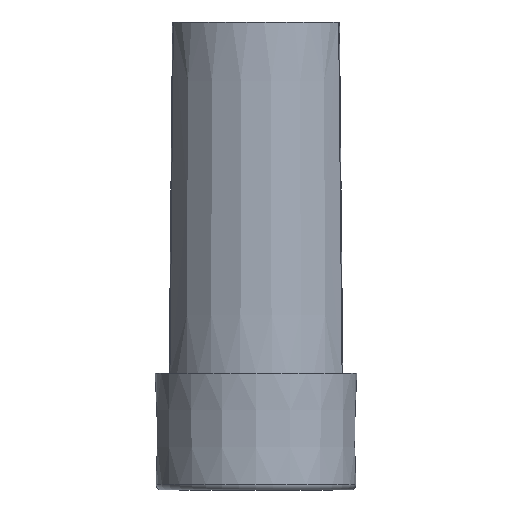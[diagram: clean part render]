
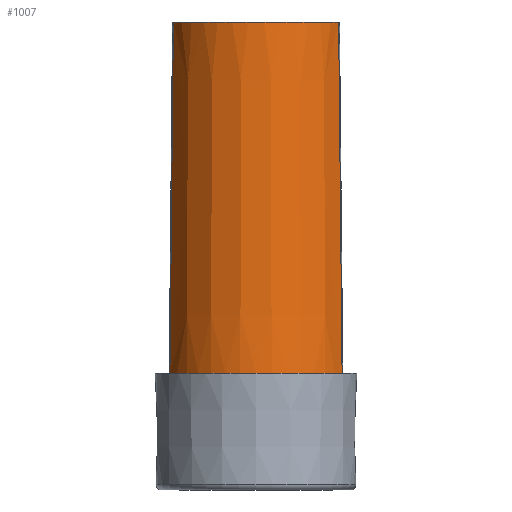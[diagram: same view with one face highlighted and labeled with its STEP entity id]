
A CAD part, front view. The second image highlights one B-rep face of the part: STEP entity #1007.
In plain terms, the highlighted conical face has half-angle 0.35 degrees and reference radius 2.525 mm.
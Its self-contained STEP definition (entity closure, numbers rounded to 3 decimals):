
#38=CONICAL_SURFACE('',#1088,2.525,0.006);
#49=CIRCLE('',#1079,2.467);
#51=CIRCLE('',#1089,2.525);
#78=B_SPLINE_CURVE_WITH_KNOTS('',3,(#1748,#1749,#1750,#1751),
 .UNSPECIFIED.,.F.,.F.,(4,4),(-0.975,-0.025),
 .UNSPECIFIED.);
#81=B_SPLINE_CURVE_WITH_KNOTS('',3,(#1802,#1803,#1804,#1805),
 .UNSPECIFIED.,.F.,.F.,(4,4),(-0.975,-0.025),
 .UNSPECIFIED.);
#121=FACE_OUTER_BOUND('',#183,.T.);
#183=EDGE_LOOP('',(#720,#721,#722,#723));
#435=VERTEX_POINT('',#1506);
#436=VERTEX_POINT('',#1553);
#452=VERTEX_POINT('',#1747);
#454=VERTEX_POINT('',#1801);
#531=EDGE_CURVE('',#435,#436,#49,.F.);
#552=EDGE_CURVE('',#436,#452,#78,.T.);
#555=EDGE_CURVE('',#454,#435,#81,.T.);
#556=EDGE_CURVE('',#452,#454,#51,.F.);
#720=ORIENTED_EDGE('',*,*,#552,.F.);
#721=ORIENTED_EDGE('',*,*,#531,.F.);
#722=ORIENTED_EDGE('',*,*,#555,.F.);
#723=ORIENTED_EDGE('',*,*,#556,.F.);
#1007=ADVANCED_FACE('',(#121),#38,.T.);
#1079=AXIS2_PLACEMENT_3D('',#1554,#1206,#1207);
#1088=AXIS2_PLACEMENT_3D('',#1800,#1237,#1238);
#1089=AXIS2_PLACEMENT_3D('',#1806,#1239,#1240);
#1206=DIRECTION('center_axis',(0.,0.,
-1.));
#1207=DIRECTION('ref_axis',(-1.,0.,0.));
#1237=DIRECTION('center_axis',(0.,0.,
-1.));
#1238=DIRECTION('ref_axis',(-1.,0.,0.));
#1239=DIRECTION('center_axis',(0.,0.,1.));
#1240=DIRECTION('ref_axis',(-1.,0.,0.));
#1506=CARTESIAN_POINT('',(-2.233,-1.048,12.65));
#1553=CARTESIAN_POINT('',(2.233,-1.048,12.65));
#1554=CARTESIAN_POINT('Origin',(0.,0.,
12.65));
#1747=CARTESIAN_POINT('',(2.327,-0.981,3.15));
#1748=CARTESIAN_POINT('Ctrl Pts',(2.233,-1.048,12.65));
#1749=CARTESIAN_POINT('Ctrl Pts',(2.265,-1.025,9.483));
#1750=CARTESIAN_POINT('Ctrl Pts',(2.296,-1.003,6.317));
#1751=CARTESIAN_POINT('Ctrl Pts',(2.327,-0.981,3.15));
#1800=CARTESIAN_POINT('Origin',(0.,0.,
3.15));
#1801=CARTESIAN_POINT('',(-2.327,-0.981,3.15));
#1802=CARTESIAN_POINT('Ctrl Pts',(-2.327,-0.981,
3.15));
#1803=CARTESIAN_POINT('Ctrl Pts',(-2.296,-1.003,6.317));
#1804=CARTESIAN_POINT('Ctrl Pts',(-2.265,-1.025,9.483));
#1805=CARTESIAN_POINT('Ctrl Pts',(-2.233,-1.048,12.65));
#1806=CARTESIAN_POINT('Origin',(0.,0.,
3.15));
